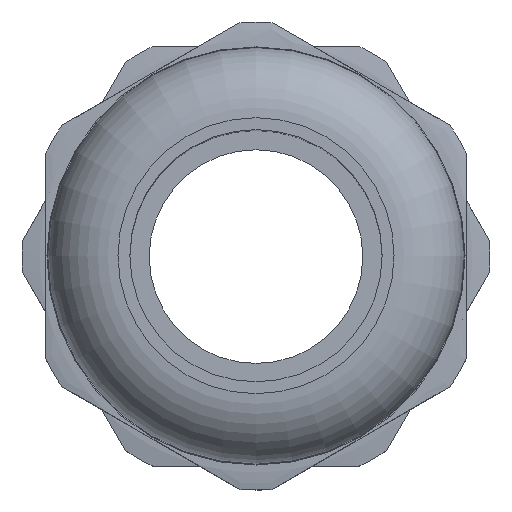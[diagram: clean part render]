
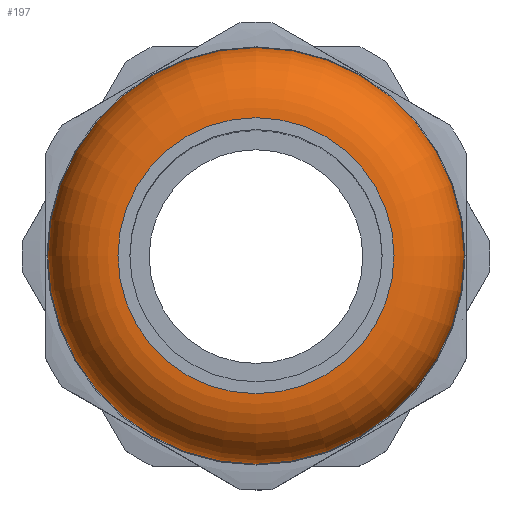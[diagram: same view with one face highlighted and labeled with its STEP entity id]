
A CAD part, top view. The second image highlights one B-rep face of the part: STEP entity #197.
In plain terms, the highlighted toroidal (fillet/blend) face has major radius 9.85 mm and minor radius 5 mm.
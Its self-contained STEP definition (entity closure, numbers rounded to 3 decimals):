
#113=TOROIDAL_SURFACE('',#1021,9.85,5.);
#197=ADVANCED_FACE('',(#398,#399),#113,.T.);
#398=FACE_BOUND('',#438,.T.);
#399=FACE_BOUND('',#439,.T.);
#438=EDGE_LOOP('',(#603));
#439=EDGE_LOOP('',(#604));
#603=ORIENTED_EDGE('',*,*,#896,.F.);
#604=ORIENTED_EDGE('',*,*,#895,.F.);
#782=VERTEX_POINT('',#1936);
#783=VERTEX_POINT('',#1939);
#895=EDGE_CURVE('',#782,#782,#952,.T.);
#896=EDGE_CURVE('',#783,#783,#953,.T.);
#952=CIRCLE('',#1013,14.85);
#953=CIRCLE('',#1015,9.85);
#1013=AXIS2_PLACEMENT_3D('',#1935,#1195,#1196);
#1015=AXIS2_PLACEMENT_3D('',#1938,#1199,#1200);
#1021=AXIS2_PLACEMENT_3D('',#1947,#1211,#1212);
#1195=DIRECTION('',(0.,0.,-1.));
#1196=DIRECTION('',(0.,-1.,0.));
#1199=DIRECTION('',(0.,0.,1.));
#1200=DIRECTION('',(0.,-1.,0.));
#1211=DIRECTION('',(0.,0.,1.));
#1212=DIRECTION('',(0.,-1.,0.));
#1935=CARTESIAN_POINT('',(0.,0.,33.));
#1936=CARTESIAN_POINT('',(0.,-14.85,33.));
#1938=CARTESIAN_POINT('',(0.,0.,38.));
#1939=CARTESIAN_POINT('',(0.,-9.85,38.));
#1947=CARTESIAN_POINT('',(0.,0.,33.));
